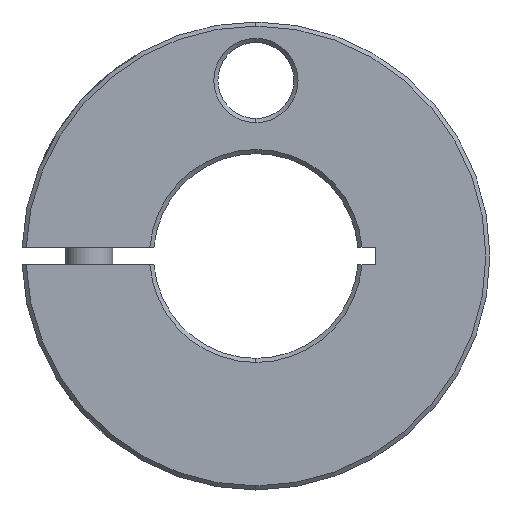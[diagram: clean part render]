
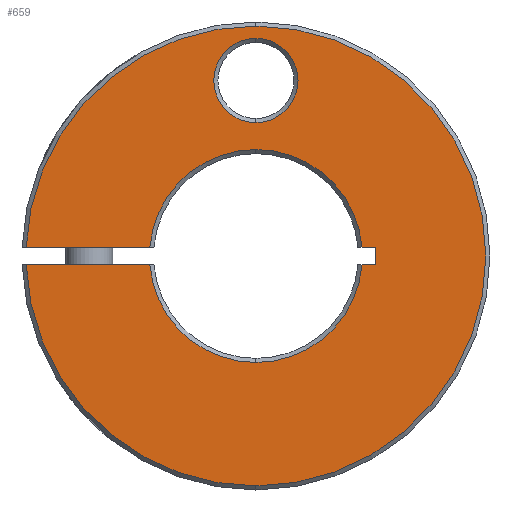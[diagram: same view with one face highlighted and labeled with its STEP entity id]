
A CAD part, front view. The second image highlights one B-rep face of the part: STEP entity #659.
In plain terms, the highlighted planar face has unit normal (0, -1, 0).
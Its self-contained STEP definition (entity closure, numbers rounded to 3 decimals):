
#377=VERTEX_POINT('',#1061);
#395=EDGE_CURVE('',#735,#711,#1080,.T.);
#407=VERTEX_POINT('',#1094);
#435=VERTEX_POINT('',#1128);
#445=VERTEX_POINT('',#1138);
#485=VERTEX_POINT('',#1181);
#487=EDGE_CURVE('',#563,#445,#1183,.T.);
#529=EDGE_CURVE('',#563,#751,#1231,.T.);
#563=VERTEX_POINT('',#1270);
#565=VERTEX_POINT('',#1272);
#571=EDGE_CURVE('',#817,#435,#1278,.T.);
#615=EDGE_CURVE('',#829,#485,#1326,.T.);
#659=ADVANCED_FACE('',(#1374,#1375),#1376,.T.);
#711=VERTEX_POINT('',#1434);
#715=EDGE_CURVE('',#711,#735,#1438,.T.);
#735=VERTEX_POINT('',#1459);
#739=VERTEX_POINT('',#1463);
#747=EDGE_CURVE('',#751,#435,#1473,.T.);
#751=VERTEX_POINT('',#1477);
#781=EDGE_CURVE('',#407,#377,#1509,.T.);
#785=EDGE_CURVE('',#739,#829,#1513,.T.);
#789=EDGE_CURVE('',#1009,#485,#1518,.T.);
#797=EDGE_CURVE('',#377,#565,#1526,.T.);
#817=VERTEX_POINT('',#1549);
#829=VERTEX_POINT('',#1562);
#891=EDGE_CURVE('',#565,#817,#1636,.T.);
#947=EDGE_CURVE('',#445,#1009,#1698,.T.);
#1007=EDGE_CURVE('',#739,#407,#1765,.T.);
#1009=VERTEX_POINT('',#1767);
#1061=CARTESIAN_POINT('',(0.,-20.,-39.3));
#1080=CIRCLE('',#1901,7.2);
#1094=CARTESIAN_POINT('',(-39.271,-20.0,-1.5));
#1128=CARTESIAN_POINT('',(-18.138,-20.0,1.5));
#1138=CARTESIAN_POINT('',(20.5,-20.0,1.5));
#1181=CARTESIAN_POINT('',(18.138,-20.0,-1.5));
#1183=LINE('',#2047,#2048);
#1231=CIRCLE('',#2118,18.2);
#1270=CARTESIAN_POINT('',(18.138,-20.0,1.5));
#1272=CARTESIAN_POINT('',(0.,-20.,39.3));
#1278=LINE('',#2187,#2188);
#1326=CIRCLE('',#2261,18.2);
#1374=FACE_BOUND('',#2344,.T.);
#1375=FACE_OUTER_BOUND('',#2345,.T.);
#1376=PLANE('',#2346);
#1434=CARTESIAN_POINT('',(0.,-20.,22.8));
#1438=CIRCLE('',#2430,7.2);
#1459=CARTESIAN_POINT('',(0.,-20.,37.2));
#1463=CARTESIAN_POINT('',(-18.138,-20.0,-1.5));
#1473=CIRCLE('',#2488,18.2);
#1477=CARTESIAN_POINT('',(0.,-20.,18.2));
#1509=CIRCLE('',#2589,39.3);
#1513=CIRCLE('',#2594,18.2);
#1518=LINE('',#2600,#2601);
#1526=CIRCLE('',#2613,39.3);
#1549=CARTESIAN_POINT('',(-39.271,-20.0,1.5));
#1562=CARTESIAN_POINT('',(0.,-20.,-18.2));
#1636=CIRCLE('',#2810,39.3);
#1698=LINE('',#2912,#2913);
#1765=LINE('',#3023,#3024);
#1767=CARTESIAN_POINT('',(20.5,-20.0,-1.5));
#1901=AXIS2_PLACEMENT_3D('',#3091,#3092,#3093);
#2047=CARTESIAN_POINT('',(-20.0,-20.,1.5));
#2048=VECTOR('',#3204,1.0);
#2118=AXIS2_PLACEMENT_3D('',#3261,#3262,#3263);
#2187=CARTESIAN_POINT('',(-20.0,-20.,1.5));
#2188=VECTOR('',#3327,1.0);
#2261=AXIS2_PLACEMENT_3D('',#3380,#3381,#3382);
#2344=EDGE_LOOP('',(#3438,#3439));
#2345=EDGE_LOOP('',(#3440,#3441,#3442,#3443,#3444,#3445,#3446,#3447,#3448,#3449,#3450,#3451));
#2346=AXIS2_PLACEMENT_3D('',#3452,#3453,#3454);
#2430=AXIS2_PLACEMENT_3D('',#3531,#3532,#3533);
#2488=AXIS2_PLACEMENT_3D('',#3569,#3570,#3571);
#2589=AXIS2_PLACEMENT_3D('',#3591,#3592,#3593);
#2594=AXIS2_PLACEMENT_3D('',#3594,#3595,#3596);
#2600=CARTESIAN_POINT('',(10.25,-20.,-1.5));
#2601=VECTOR('',#3605,1.0);
#2613=AXIS2_PLACEMENT_3D('',#3610,#3611,#3612);
#2810=AXIS2_PLACEMENT_3D('',#3765,#3766,#3767);
#2912=CARTESIAN_POINT('',(20.5,-20.,15.125));
#2913=VECTOR('',#3827,1.0);
#3023=CARTESIAN_POINT('',(10.25,-20.,-1.5));
#3024=VECTOR('',#3909,1.0);
#3091=CARTESIAN_POINT('',(0.,-20.,30.));
#3092=DIRECTION('',(0.,1.0,0.));
#3093=DIRECTION('',(0.,0.,1.0));
#3204=DIRECTION('',(1.0,0.,0.));
#3261=CARTESIAN_POINT('',(0.,-20.,0.));
#3262=DIRECTION('',(0.,-1.0,0.));
#3263=DIRECTION('',(0.,0.,1.0));
#3327=DIRECTION('',(1.0,0.,0.));
#3380=CARTESIAN_POINT('',(0.,-20.,0.));
#3381=DIRECTION('',(0.,-1.0,0.));
#3382=DIRECTION('',(0.,0.,1.0));
#3438=ORIENTED_EDGE('',*,*,#395,.T.);
#3439=ORIENTED_EDGE('',*,*,#715,.T.);
#3440=ORIENTED_EDGE('',*,*,#487,.T.);
#3441=ORIENTED_EDGE('',*,*,#947,.T.);
#3442=ORIENTED_EDGE('',*,*,#789,.T.);
#3443=ORIENTED_EDGE('',*,*,#615,.F.);
#3444=ORIENTED_EDGE('',*,*,#785,.F.);
#3445=ORIENTED_EDGE('',*,*,#1007,.T.);
#3446=ORIENTED_EDGE('',*,*,#781,.T.);
#3447=ORIENTED_EDGE('',*,*,#797,.T.);
#3448=ORIENTED_EDGE('',*,*,#891,.T.);
#3449=ORIENTED_EDGE('',*,*,#571,.T.);
#3450=ORIENTED_EDGE('',*,*,#747,.F.);
#3451=ORIENTED_EDGE('',*,*,#529,.F.);
#3452=CARTESIAN_POINT('',(0.,-20.,28.75));
#3453=DIRECTION('',(0.,-1.0,0.));
#3454=DIRECTION('',(0.,0.,1.0));
#3531=CARTESIAN_POINT('',(0.,-20.,30.));
#3532=DIRECTION('',(0.,1.0,0.));
#3533=DIRECTION('',(0.,0.,1.0));
#3569=CARTESIAN_POINT('',(0.,-20.,0.));
#3570=DIRECTION('',(0.,-1.0,0.));
#3571=DIRECTION('',(0.,0.,1.0));
#3591=CARTESIAN_POINT('',(0.,-20.,0.));
#3592=DIRECTION('',(0.,-1.0,0.));
#3593=DIRECTION('',(0.,0.,1.0));
#3594=CARTESIAN_POINT('',(0.,-20.,0.));
#3595=DIRECTION('',(0.,-1.0,0.));
#3596=DIRECTION('',(0.,0.,1.0));
#3605=DIRECTION('',(-1.0,0.,0.));
#3610=CARTESIAN_POINT('',(0.,-20.,0.));
#3611=DIRECTION('',(0.,-1.0,0.));
#3612=DIRECTION('',(0.,0.,1.0));
#3765=CARTESIAN_POINT('',(0.,-20.,0.));
#3766=DIRECTION('',(0.,-1.0,0.));
#3767=DIRECTION('',(0.,0.,1.0));
#3827=DIRECTION('',(0.,0.,-1.0));
#3909=DIRECTION('',(-1.0,0.,0.));
